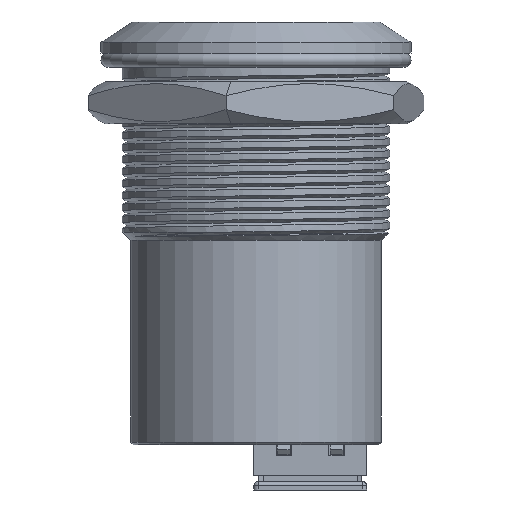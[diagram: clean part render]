
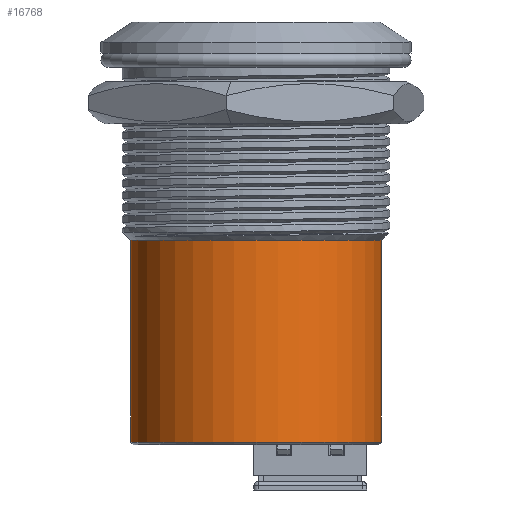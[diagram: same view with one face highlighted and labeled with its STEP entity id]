
A CAD part, front view. The second image highlights one B-rep face of the part: STEP entity #16768.
In plain terms, the highlighted cylindrical face has radius 8.9 mm (diameter 17.8 mm), a partial arc.
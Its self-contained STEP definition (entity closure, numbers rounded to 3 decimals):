
#1542 = ORIENTED_EDGE ( 'NONE', *, *, #19586, .F. ) ;
#2225 = EDGE_CURVE ( 'NONE', #22467, #15847, #7088, .T. ) ;
#3026 = VECTOR ( 'NONE', #13650, 1000. ) ;
#3360 = CIRCLE ( 'NONE', #5619, 8.9 ) ;
#3825 = DIRECTION ( 'NONE',  ( 0., 0., 1. ) ) ;
#4314 = EDGE_CURVE ( 'NONE', #18728, #20254, #3360, .T. ) ;
#5366 = LINE ( 'NONE', #12612, #17809 ) ;
#5446 = FACE_OUTER_BOUND ( 'NONE', #22066, .T. ) ;
#5619 = AXIS2_PLACEMENT_3D ( 'NONE', #13493, #17582, #13264 ) ;
#5709 = CARTESIAN_POINT ( 'NONE',  ( -8.9, 0., -15.5 ) ) ;
#5977 = AXIS2_PLACEMENT_3D ( 'NONE', #9235, #3825, #14727 ) ;
#6695 = CARTESIAN_POINT ( 'NONE',  ( -8.9, 0., -29.8 ) ) ;
#6977 = DIRECTION ( 'NONE',  ( 0., 0., 1. ) ) ;
#7088 = CIRCLE ( 'NONE', #5977, 8.9 ) ;
#8154 = LINE ( 'NONE', #10044, #3026 ) ;
#8575 = EDGE_CURVE ( 'NONE', #20254, #15847, #5366, .T. ) ;
#8897 = CARTESIAN_POINT ( 'NONE',  ( 8.9, 0., -15.5 ) ) ;
#9105 = DIRECTION ( 'NONE',  ( 0., 0., 1. ) ) ;
#9235 = CARTESIAN_POINT ( 'NONE',  ( 0., 0., -15.5 ) ) ;
#10044 = CARTESIAN_POINT ( 'NONE',  ( -8.9, 0., 9.915 ) ) ;
#12355 = CYLINDRICAL_SURFACE ( 'NONE', #20738, 8.9 ) ;
#12582 = DIRECTION ( 'NONE',  ( 1., 0., 0. ) ) ;
#12612 = CARTESIAN_POINT ( 'NONE',  ( 8.9, 0., 9.915 ) ) ;
#13029 = ORIENTED_EDGE ( 'NONE', *, *, #2225, .F. ) ;
#13264 = DIRECTION ( 'NONE',  ( 1., 0., 0. ) ) ;
#13493 = CARTESIAN_POINT ( 'NONE',  ( 0., 0., -29.8 ) ) ;
#13650 = DIRECTION ( 'NONE',  ( 0., 0., 1. ) ) ;
#14454 = CARTESIAN_POINT ( 'NONE',  ( 0., 0., 9.915 ) ) ;
#14727 = DIRECTION ( 'NONE',  ( 1., 0., 0. ) ) ;
#15847 = VERTEX_POINT ( 'NONE', #8897 ) ;
#16768 = ADVANCED_FACE ( 'NONE', ( #5446 ), #12355, .T. ) ;
#16837 = ORIENTED_EDGE ( 'NONE', *, *, #8575, .T. ) ;
#17582 = DIRECTION ( 'NONE',  ( 0., 0., 1. ) ) ;
#17809 = VECTOR ( 'NONE', #9105, 1000. ) ;
#18728 = VERTEX_POINT ( 'NONE', #6695 ) ;
#19586 = EDGE_CURVE ( 'NONE', #18728, #22467, #8154, .T. ) ;
#20254 = VERTEX_POINT ( 'NONE', #21365 ) ;
#20738 = AXIS2_PLACEMENT_3D ( 'NONE', #14454, #6977, #12582 ) ;
#21365 = CARTESIAN_POINT ( 'NONE',  ( 8.9, 0., -29.8 ) ) ;
#22066 = EDGE_LOOP ( 'NONE', ( #1542, #22639, #16837, #13029 ) ) ;
#22467 = VERTEX_POINT ( 'NONE', #5709 ) ;
#22639 = ORIENTED_EDGE ( 'NONE', *, *, #4314, .T. ) ;
